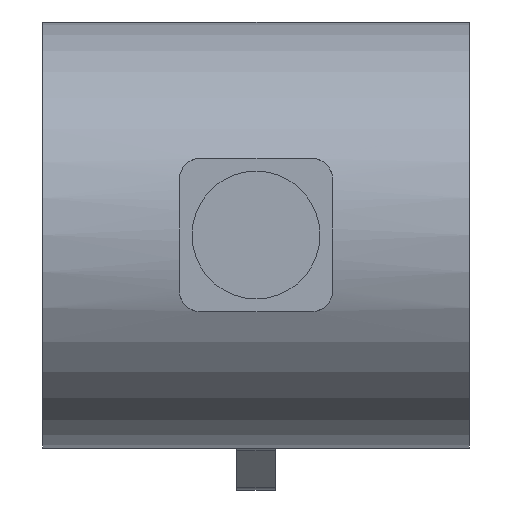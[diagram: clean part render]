
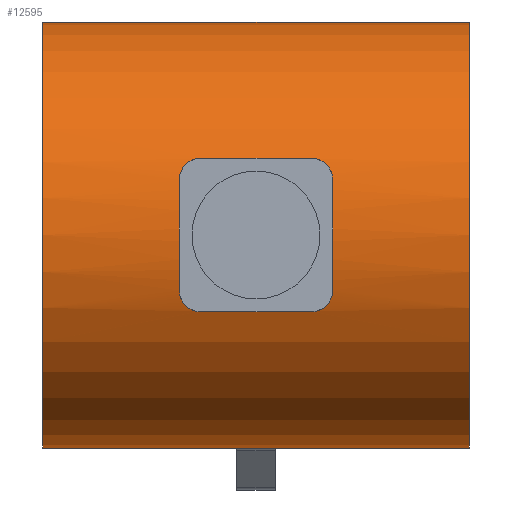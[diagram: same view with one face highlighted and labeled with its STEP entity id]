
A CAD part, left-side view. The second image highlights one B-rep face of the part: STEP entity #12595.
In plain terms, the highlighted cylindrical face has radius 5 mm (diameter 10 mm), a partial arc.
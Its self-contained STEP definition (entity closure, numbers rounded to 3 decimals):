
#3691=CARTESIAN_POINT('',(-40.,-5.,0.));
#3692=DIRECTION('',(0.,-1.,0.));
#3693=DIRECTION('',(0.,0.,1.));
#3694=AXIS2_PLACEMENT_3D('',#3691,#3692,#3693);
#4512=CARTESIAN_POINT('',(-40.,5.,0.));
#4513=DIRECTION('',(0.,1.,0.));
#4514=DIRECTION('',(0.,0.,-1.));
#4515=AXIS2_PLACEMENT_3D('',#4512,#4513,#4514);
#4520=DIRECTION('',(0.,1.,0.));
#4521=VECTOR('',#4520,10.);
#4522=CARTESIAN_POINT('',(-40.,-5.,5.));
#4523=LINE('',#4522,#4521);
#4527=DIRECTION('',(0.,-1.,0.));
#4528=VECTOR('',#4527,10.);
#4529=CARTESIAN_POINT('',(-40.,5.,-5.));
#4530=LINE('',#4529,#4528);
#4534=DIRECTION('',(0.,-1.,0.));
#4535=VECTOR('',#4534,1.);
#4536=CARTESIAN_POINT('',(-44.967,1.8,0.577));
#4537=LINE('',#4536,#4535);
#4541=DIRECTION('',(0.,-1.,0.));
#4542=VECTOR('',#4541,1.);
#4543=CARTESIAN_POINT('',(-44.967,1.8,-0.577));
#4544=LINE('',#4543,#4542);
#4548=DIRECTION('',(0.,1.,0.));
#4549=VECTOR('',#4548,2.6);
#4550=CARTESIAN_POINT('',(-44.665,-1.3,-1.8));
#4551=LINE('',#4550,#4549);
#4555=DIRECTION('',(0.,1.,0.));
#4556=VECTOR('',#4555,1.);
#4557=CARTESIAN_POINT('',(-44.967,-1.8,-0.577));
#4558=LINE('',#4557,#4556);
#4562=DIRECTION('',(0.,1.,0.));
#4563=VECTOR('',#4562,1.);
#4564=CARTESIAN_POINT('',(-44.967,-1.8,0.577));
#4565=LINE('',#4564,#4563);
#4569=DIRECTION('',(0.,-1.,0.));
#4570=VECTOR('',#4569,2.6);
#4571=CARTESIAN_POINT('',(-44.665,1.3,1.8));
#4572=LINE('',#4571,#4570);
#4637=CARTESIAN_POINT('',(-40.,0.8,0.));
#4638=DIRECTION('',(0.,-1.,0.));
#4639=DIRECTION('',(-0.993,0.,0.115));
#4640=AXIS2_PLACEMENT_3D('',#4637,#4638,#4639);
#4659=CARTESIAN_POINT('',(-40.,1.8,0.));
#4660=DIRECTION('',(0.,1.,0.));
#4661=DIRECTION('',(-0.966,0.,-0.26));
#4662=AXIS2_PLACEMENT_3D('',#4659,#4660,#4661);
#4688=CARTESIAN_POINT('',(-40.,1.8,0.));
#4689=DIRECTION('',(0.,1.,0.));
#4690=DIRECTION('',(-0.993,0.,0.115));
#4691=AXIS2_PLACEMENT_3D('',#4688,#4689,#4690);
#4762=CARTESIAN_POINT('',(-44.665,1.3,1.8));
#4763=CARTESIAN_POINT('',(-44.665,1.35,1.8));
#4764=CARTESIAN_POINT('',(-44.671,1.451,1.785));
#4765=CARTESIAN_POINT('',(-44.697,1.593,1.715));
#4766=CARTESIAN_POINT('',(-44.736,1.708,1.603));
#4767=CARTESIAN_POINT('',(-44.782,1.782,1.461));
#4768=CARTESIAN_POINT('',(-44.813,1.8,1.354));
#4769=CARTESIAN_POINT('',(-44.828,1.8,1.3));
#4843=CARTESIAN_POINT('',(-44.828,-1.8,1.3));
#4844=CARTESIAN_POINT('',(-44.813,-1.8,1.354));
#4845=CARTESIAN_POINT('',(-44.782,-1.782,
1.461));
#4846=CARTESIAN_POINT('',(-44.736,-1.708,
1.604));
#4847=CARTESIAN_POINT('',(-44.697,-1.593,
1.716));
#4848=CARTESIAN_POINT('',(-44.671,-1.45,
1.785));
#4849=CARTESIAN_POINT('',(-44.665,-1.35,1.8));
#4850=CARTESIAN_POINT('',(-44.665,-1.3,1.8));
#4883=CARTESIAN_POINT('',(-40.,-1.8,0.));
#4884=DIRECTION('',(0.,-1.,0.));
#4885=DIRECTION('',(-0.993,0.,-0.115));
#4886=AXIS2_PLACEMENT_3D('',#4883,#4884,#4885);
#4898=CARTESIAN_POINT('',(-40.,-1.8,0.));
#4899=DIRECTION('',(0.,-1.,0.));
#4900=DIRECTION('',(-0.966,0.,0.26));
#4901=AXIS2_PLACEMENT_3D('',#4898,#4899,#4900);
#4936=CARTESIAN_POINT('',(-40.,-0.8,0.));
#4937=DIRECTION('',(0.,1.,0.));
#4938=DIRECTION('',(-0.993,0.,-0.115));
#4939=AXIS2_PLACEMENT_3D('',#4936,#4937,#4938);
#5048=CARTESIAN_POINT('',(-44.665,-1.3,-1.8));
#5049=CARTESIAN_POINT('',(-44.665,-1.35,-1.8));
#5050=CARTESIAN_POINT('',(-44.671,-1.451,
-1.785));
#5051=CARTESIAN_POINT('',(-44.697,-1.593,
-1.715));
#5052=CARTESIAN_POINT('',(-44.736,-1.708,
-1.603));
#5053=CARTESIAN_POINT('',(-44.782,-1.782,
-1.461));
#5054=CARTESIAN_POINT('',(-44.813,-1.8,-1.354));
#5055=CARTESIAN_POINT('',(-44.828,-1.8,-1.3));
#5081=CARTESIAN_POINT('',(-44.828,1.8,-1.3));
#5082=CARTESIAN_POINT('',(-44.813,1.8,-1.354));
#5083=CARTESIAN_POINT('',(-44.782,1.782,
-1.461));
#5084=CARTESIAN_POINT('',(-44.736,1.708,
-1.604));
#5085=CARTESIAN_POINT('',(-44.697,1.593,
-1.716));
#5086=CARTESIAN_POINT('',(-44.671,1.45,
-1.785));
#5087=CARTESIAN_POINT('',(-44.665,1.35,-1.8));
#5088=CARTESIAN_POINT('',(-44.665,1.3,-1.8));
#8688=CARTESIAN_POINT('',(-44.828,-1.8,1.3));
#8690=VERTEX_POINT('',#8688);
#8749=CARTESIAN_POINT('',(-44.828,1.8,1.3));
#8750=VERTEX_POINT('',#8749);
#8759=CARTESIAN_POINT('',(-44.665,1.3,1.8));
#8760=CARTESIAN_POINT('',(-44.665,-1.3,1.8));
#8761=VERTEX_POINT('',#8759);
#8762=VERTEX_POINT('',#8760);
#8775=CARTESIAN_POINT('',(-44.828,-1.8,-1.3));
#8777=VERTEX_POINT('',#8775);
#8797=CARTESIAN_POINT('',(-44.828,1.8,-1.3));
#8798=VERTEX_POINT('',#8797);
#8828=CARTESIAN_POINT('',(-40.,-5.,5.));
#8829=VERTEX_POINT('',#8828);
#8875=CARTESIAN_POINT('',(-44.665,-1.3,-1.8));
#8876=VERTEX_POINT('',#8875);
#8942=VERTEX_POINT('',#5088);
#8943=CARTESIAN_POINT('',(-40.,5.,5.));
#8944=VERTEX_POINT('',#8943);
#8965=CARTESIAN_POINT('',(-40.,5.,-5.));
#8966=CARTESIAN_POINT('',(-40.,-5.,-5.));
#8967=VERTEX_POINT('',#8965);
#8968=VERTEX_POINT('',#8966);
#10060=CARTESIAN_POINT('',(-44.967,0.8,0.577));
#10062=VERTEX_POINT('',#10060);
#10063=CARTESIAN_POINT('',(-44.967,1.8,0.577));
#10064=VERTEX_POINT('',#10063);
#10067=CARTESIAN_POINT('',(-44.967,0.8,-0.577));
#10069=VERTEX_POINT('',#10067);
#10073=CARTESIAN_POINT('',(-44.967,1.8,-0.577));
#10074=VERTEX_POINT('',#10073);
#10091=CARTESIAN_POINT('',(-44.967,-0.8,0.577));
#10093=VERTEX_POINT('',#10091);
#10097=CARTESIAN_POINT('',(-44.967,-1.8,0.577));
#10098=VERTEX_POINT('',#10097);
#10116=CARTESIAN_POINT('',(-44.967,-0.8,-0.577));
#10118=VERTEX_POINT('',#10116);
#10119=CARTESIAN_POINT('',(-44.967,-1.8,-0.577));
#10120=VERTEX_POINT('',#10119);
#12550=CARTESIAN_POINT('',(-40.,0.,0.));
#12551=DIRECTION('',(0.,1.,0.));
#12552=DIRECTION('',(0.,0.,-1.));
#12553=AXIS2_PLACEMENT_3D('',#12550,#12551,#12552);
#12554=CYLINDRICAL_SURFACE('',#12553,5.);
#12555=ORIENTED_EDGE('',*,*,#12416,.T.);
#12556=ORIENTED_EDGE('',*,*,#12545,.F.);
#12557=ORIENTED_EDGE('',*,*,#12028,.T.);
#12558=ORIENTED_EDGE('',*,*,#12110,.F.);
#12559=EDGE_LOOP('',(#12555,#12556,#12557,#12558));
#12560=FACE_OUTER_BOUND('',#12559,.F.);
#12562=ORIENTED_EDGE('',*,*,#12561,.T.);
#12564=ORIENTED_EDGE('',*,*,#12563,.T.);
#12566=ORIENTED_EDGE('',*,*,#12565,.F.);
#12568=ORIENTED_EDGE('',*,*,#12567,.F.);
#12570=ORIENTED_EDGE('',*,*,#12569,.T.);
#12572=ORIENTED_EDGE('',*,*,#12571,.F.);
#12574=ORIENTED_EDGE('',*,*,#12573,.T.);
#12576=ORIENTED_EDGE('',*,*,#12575,.F.);
#12578=ORIENTED_EDGE('',*,*,#12577,.T.);
#12580=ORIENTED_EDGE('',*,*,#12579,.T.);
#12582=ORIENTED_EDGE('',*,*,#12581,.F.);
#12584=ORIENTED_EDGE('',*,*,#12583,.F.);
#12586=ORIENTED_EDGE('',*,*,#12585,.T.);
#12588=ORIENTED_EDGE('',*,*,#12587,.F.);
#12590=ORIENTED_EDGE('',*,*,#12589,.T.);
#12592=ORIENTED_EDGE('',*,*,#12591,.F.);
#12593=EDGE_LOOP('',(#12562,#12564,#12566,#12568,#12570,#12572,#12574,#12576,
#12578,#12580,#12582,#12584,#12586,#12588,#12590,#12592));
#12594=FACE_BOUND('',#12593,.F.);
#3695=CIRCLE('',#3694,5.);
#4516=CIRCLE('',#4515,5.);
#4641=CIRCLE('',#4640,5.);
#4663=CIRCLE('',#4662,5.);
#4692=CIRCLE('',#4691,5.);
#4770=B_SPLINE_CURVE_WITH_KNOTS('',3,(#4762,#4763,#4764,#4765,#4766,#4767,#4768,
#4769),.UNSPECIFIED.,.F.,.F.,(4,1,1,1,1,4),(0.,0.2,0.4,0.6,0.8,1.),
.UNSPECIFIED.);
#4851=B_SPLINE_CURVE_WITH_KNOTS('',3,(#4843,#4844,#4845,#4846,#4847,#4848,#4849,
#4850),.UNSPECIFIED.,.F.,.F.,(4,1,1,1,1,4),(0.,0.2,0.4,0.6,0.8,1.),
.UNSPECIFIED.);
#4887=CIRCLE('',#4886,5.);
#4902=CIRCLE('',#4901,5.);
#4940=CIRCLE('',#4939,5.);
#5056=B_SPLINE_CURVE_WITH_KNOTS('',3,(#5048,#5049,#5050,#5051,#5052,#5053,#5054,
#5055),.UNSPECIFIED.,.F.,.F.,(4,1,1,1,1,4),(0.,0.2,0.4,0.6,0.8,1.),
.UNSPECIFIED.);
#5089=B_SPLINE_CURVE_WITH_KNOTS('',3,(#5081,#5082,#5083,#5084,#5085,#5086,#5087,
#5088),.UNSPECIFIED.,.F.,.F.,(4,1,1,1,1,4),(0.,0.2,0.4,0.6,0.8,1.),
.UNSPECIFIED.);
#12028=EDGE_CURVE('',#8829,#8968,#3695,.T.);
#12110=EDGE_CURVE('',#8967,#8968,#4530,.T.);
#12416=EDGE_CURVE('',#8967,#8944,#4516,.T.);
#12545=EDGE_CURVE('',#8829,#8944,#4523,.T.);
#12561=EDGE_CURVE('',#10064,#10062,#4537,.T.);
#12563=EDGE_CURVE('',#10062,#10069,#4641,.T.);
#12565=EDGE_CURVE('',#10074,#10069,#4544,.T.);
#12567=EDGE_CURVE('',#8798,#10074,#4663,.T.);
#12569=EDGE_CURVE('',#8798,#8942,#5089,.T.);
#12571=EDGE_CURVE('',#8876,#8942,#4551,.T.);
#12573=EDGE_CURVE('',#8876,#8777,#5056,.T.);
#12575=EDGE_CURVE('',#10120,#8777,#4887,.T.);
#12577=EDGE_CURVE('',#10120,#10118,#4558,.T.);
#12579=EDGE_CURVE('',#10118,#10093,#4940,.T.);
#12581=EDGE_CURVE('',#10098,#10093,#4565,.T.);
#12583=EDGE_CURVE('',#8690,#10098,#4902,.T.);
#12585=EDGE_CURVE('',#8690,#8762,#4851,.T.);
#12587=EDGE_CURVE('',#8761,#8762,#4572,.T.);
#12589=EDGE_CURVE('',#8761,#8750,#4770,.T.);
#12591=EDGE_CURVE('',#10064,#8750,#4692,.T.);
#12595=ADVANCED_FACE('',(#12560,#12594),#12554,.T.);
